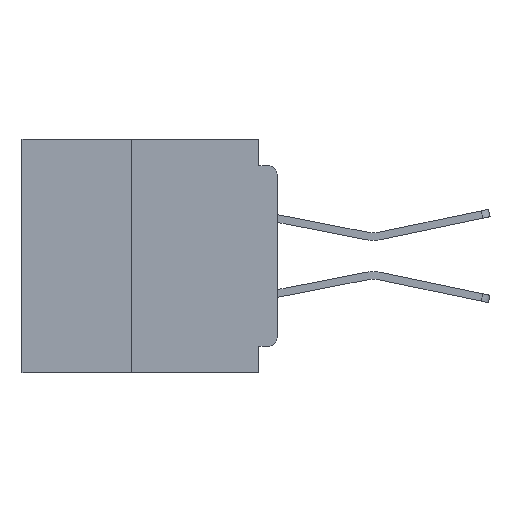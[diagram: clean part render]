
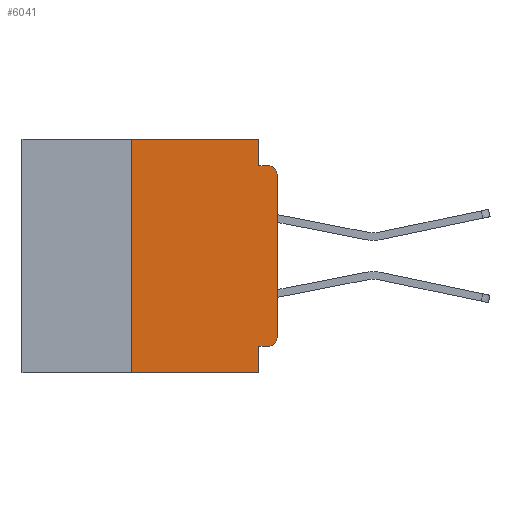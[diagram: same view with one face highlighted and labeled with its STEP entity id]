
A CAD part, left-side view. The second image highlights one B-rep face of the part: STEP entity #6041.
In plain terms, the highlighted planar face has unit normal (-1, 0, 0).
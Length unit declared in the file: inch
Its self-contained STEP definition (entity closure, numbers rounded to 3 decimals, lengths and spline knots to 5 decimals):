
#410 = VECTOR ( 'NONE', #38407, 39.37008 ) ;
#506 = CARTESIAN_POINT ( 'NONE',  ( 0., 0.031, 0. ) ) ;
#839 = FACE_OUTER_BOUND ( 'NONE', #39038, .T. ) ;
#943 = LINE ( 'NONE', #11870, #37385 ) ;
#1032 = CIRCLE ( 'NONE', #30879, 0.015 ) ;
#2208 = CARTESIAN_POINT ( 'NONE',  ( 0., 0.015, -0.355 ) ) ;
#2599 = ORIENTED_EDGE ( 'NONE', *, *, #34622, .F. ) ;
#2913 = VERTEX_POINT ( 'NONE', #4577 ) ;
#3957 = VECTOR ( 'NONE', #4102, 39.37008 ) ;
#4102 = DIRECTION ( 'NONE',  ( 0., 0., -1. ) ) ;
#4110 = VERTEX_POINT ( 'NONE', #28385 ) ;
#4577 = CARTESIAN_POINT ( 'NONE',  ( 0., 0.031, -0.355 ) ) ;
#5804 = AXIS2_PLACEMENT_3D ( 'NONE', #31547, #10320, #35089 ) ;
#6041 = ADVANCED_FACE ( 'NONE', ( #839 ), #45486, .F. ) ;
#6620 = EDGE_CURVE ( 'NONE', #30783, #30257, #38300, .T. ) ;
#7019 = CARTESIAN_POINT ( 'NONE',  ( 0., 0., -0.06 ) ) ;
#7070 = VECTOR ( 'NONE', #42341, 39.37008 ) ;
#7648 = CARTESIAN_POINT ( 'NONE',  ( 0., 0., -0.355 ) ) ;
#8171 = CARTESIAN_POINT ( 'NONE',  ( 0., 0.25, -0.4 ) ) ;
#8279 = LINE ( 'NONE', #8171, #25980 ) ;
#8606 = EDGE_CURVE ( 'NONE', #43530, #4110, #1032, .T. ) ;
#9850 = CARTESIAN_POINT ( 'NONE',  ( 0., 0.015, -0.045 ) ) ;
#10045 = CARTESIAN_POINT ( 'NONE',  ( 0., 0.031, 0. ) ) ;
#10320 = DIRECTION ( 'NONE',  ( 1., 0., 0. ) ) ;
#10846 = VECTOR ( 'NONE', #11149, 39.37008 ) ;
#10909 = DIRECTION ( 'NONE',  ( -1., 0., 0. ) ) ;
#11113 = VECTOR ( 'NONE', #41747, 39.37008 ) ;
#11149 = DIRECTION ( 'NONE',  ( 0., 1., 0. ) ) ;
#11660 = CARTESIAN_POINT ( 'NONE',  ( 0., 0.015, -0.06 ) ) ;
#11681 = DIRECTION ( 'NONE',  ( 0., 0., 1. ) ) ;
#11870 = CARTESIAN_POINT ( 'NONE',  ( 0., 0., 0. ) ) ;
#13828 = VERTEX_POINT ( 'NONE', #37442 ) ;
#13845 = CARTESIAN_POINT ( 'NONE',  ( 0., 0.25, 0. ) ) ;
#15200 = DIRECTION ( 'NONE',  ( 0., 0., -1. ) ) ;
#15269 = VERTEX_POINT ( 'NONE', #10045 ) ;
#15948 = EDGE_CURVE ( 'NONE', #13828, #23635, #20267, .T. ) ;
#17233 = CARTESIAN_POINT ( 'NONE',  ( 0., 0.437, -0.4 ) ) ;
#19238 = ORIENTED_EDGE ( 'NONE', *, *, #39975, .F. ) ;
#20267 = LINE ( 'NONE', #17233, #410 ) ;
#21197 = CARTESIAN_POINT ( 'NONE',  ( 0., 0.437, 0. ) ) ;
#21849 = CARTESIAN_POINT ( 'NONE',  ( 0., 0.031, -0.4 ) ) ;
#23109 = CARTESIAN_POINT ( 'NONE',  ( 0., 0.031, -0.4 ) ) ;
#23635 = VERTEX_POINT ( 'NONE', #21849 ) ;
#25698 = VECTOR ( 'NONE', #44216, 39.37008 ) ;
#25847 = LINE ( 'NONE', #21197, #7070 ) ;
#25980 = VECTOR ( 'NONE', #11681, 39.37008 ) ;
#25989 = DIRECTION ( 'NONE',  ( 0., 0., 1. ) ) ;
#26375 = VERTEX_POINT ( 'NONE', #13845 ) ;
#27462 = ORIENTED_EDGE ( 'NONE', *, *, #15948, .T. ) ;
#28385 = CARTESIAN_POINT ( 'NONE',  ( 0., 0., -0.34 ) ) ;
#30257 = VERTEX_POINT ( 'NONE', #9850 ) ;
#30783 = VERTEX_POINT ( 'NONE', #44814 ) ;
#30879 = AXIS2_PLACEMENT_3D ( 'NONE', #32148, #10909, #35670 ) ;
#30892 = ORIENTED_EDGE ( 'NONE', *, *, #6620, .F. ) ;
#31228 = ORIENTED_EDGE ( 'NONE', *, *, #31531, .F. ) ;
#31338 = ORIENTED_EDGE ( 'NONE', *, *, #41376, .F. ) ;
#31531 = EDGE_CURVE ( 'NONE', #2913, #23635, #43287, .T. ) ;
#31547 = CARTESIAN_POINT ( 'NONE',  ( 0., 0.437, 0. ) ) ;
#32120 = LINE ( 'NONE', #506, #3957 ) ;
#32148 = CARTESIAN_POINT ( 'NONE',  ( 0., 0.015, -0.34 ) ) ;
#33358 = EDGE_CURVE ( 'NONE', #34530, #30257, #40912, .T. ) ;
#34530 = VERTEX_POINT ( 'NONE', #7019 ) ;
#34622 = EDGE_CURVE ( 'NONE', #15269, #30783, #32120, .T. ) ;
#35089 = DIRECTION ( 'NONE',  ( 0., 0., -1. ) ) ;
#35670 = DIRECTION ( 'NONE',  ( 0., 0., -1. ) ) ;
#36417 = DIRECTION ( 'NONE',  ( -1., 0., 0. ) ) ;
#36677 = EDGE_CURVE ( 'NONE', #4110, #34530, #943, .T. ) ;
#37194 = ORIENTED_EDGE ( 'NONE', *, *, #36677, .T. ) ;
#37367 = ORIENTED_EDGE ( 'NONE', *, *, #41293, .F. ) ;
#37385 = VECTOR ( 'NONE', #25989, 39.37008 ) ;
#37442 = CARTESIAN_POINT ( 'NONE',  ( 0., 0.25, -0.4 ) ) ;
#37727 = ORIENTED_EDGE ( 'NONE', *, *, #8606, .T. ) ;
#38226 = CARTESIAN_POINT ( 'NONE',  ( 0., 0., -0.045 ) ) ;
#38300 = LINE ( 'NONE', #38226, #11113 ) ;
#38407 = DIRECTION ( 'NONE',  ( 0., -1., 0. ) ) ;
#38863 = AXIS2_PLACEMENT_3D ( 'NONE', #11660, #36417, #15200 ) ;
#39038 = EDGE_LOOP ( 'NONE', ( #37194, #44184, #30892, #2599, #37367, #19238, #27462, #31228, #31338, #37727 ) ) ;
#39047 = LINE ( 'NONE', #7648, #10846 ) ;
#39975 = EDGE_CURVE ( 'NONE', #13828, #26375, #8279, .T. ) ;
#40912 = CIRCLE ( 'NONE', #38863, 0.015 ) ;
#41293 = EDGE_CURVE ( 'NONE', #26375, #15269, #25847, .T. ) ;
#41376 = EDGE_CURVE ( 'NONE', #43530, #2913, #39047, .T. ) ;
#41747 = DIRECTION ( 'NONE',  ( 0., -1., 0. ) ) ;
#42341 = DIRECTION ( 'NONE',  ( 0., -1., 0. ) ) ;
#43287 = LINE ( 'NONE', #23109, #25698 ) ;
#43530 = VERTEX_POINT ( 'NONE', #2208 ) ;
#44184 = ORIENTED_EDGE ( 'NONE', *, *, #33358, .T. ) ;
#44216 = DIRECTION ( 'NONE',  ( 0., 0., -1. ) ) ;
#44814 = CARTESIAN_POINT ( 'NONE',  ( 0., 0.031, -0.045 ) ) ;
#45486 = PLANE ( 'NONE',  #5804 ) ;
